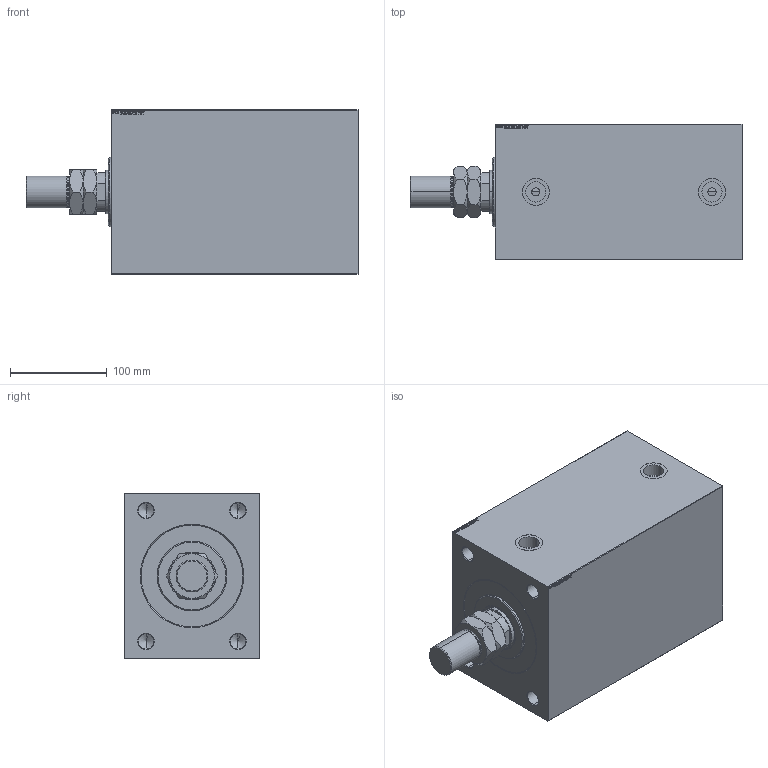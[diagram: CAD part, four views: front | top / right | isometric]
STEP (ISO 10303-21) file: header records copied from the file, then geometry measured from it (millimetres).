
FILE_DESCRIPTION (( 'STEP AP203' ), '1' );
FILE_NAME ('679d.STEP', '2024-02-12T00:36:51', ( '' ), ( '' ), 'SwSTEP 2.0', 'SolidWorks 2019', '' );
FILE_SCHEMA (( 'CONFIG_CONTROL_DESIGN' ));
Length unit declared in the file: millimetre
Products named in the file (5): V450CM_B_VCP 5bd8991bc5e79c4ddcfb33bf54f6b723; 679d; V450CM_VC_B 5bd8991bc5e79c4ddcfb33bf54f6b723; MTA 5bd8991bc5e79c4ddcfb33bf54f6b723; V450CM_B_Body 5bd8991bc5e79c4ddcfb33bf54f6b723
Assembly tree (4 placements, depth 2):
  679d
    V450CM_B_Body 5bd8991bc5e79c4ddcfb33bf54f6b723
    V450CM_B_VCP 5bd8991bc5e79c4ddcfb33bf54f6b723
    V450CM_VC_B 5bd8991bc5e79c4ddcfb33bf54f6b723
    MTA 5bd8991bc5e79c4ddcfb33bf54f6b723
Bounding box: 343 x 140 x 170 mm (x, y, z)
Volume: 5152526.2 mm3; surface area: 392140.5 mm2
Topology: 4 solids, 4 shells, 933 faces, 2362 edges, 1535 vertices
Faces by surface type: plane 417, bspline 380, cone 74, cylinder 60, torus 2
Entity records: 46169 total; most frequent: CARTESIAN_POINT 25867, ORIENTED_EDGE 4688, DIRECTION 2816, EDGE_CURVE 2344, VERTEX_POINT 1535, VECTOR 1352, LINE 1352, EDGE_LOOP 1055
